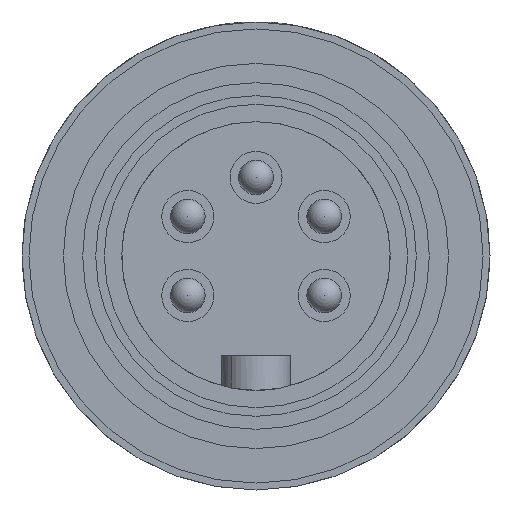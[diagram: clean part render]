
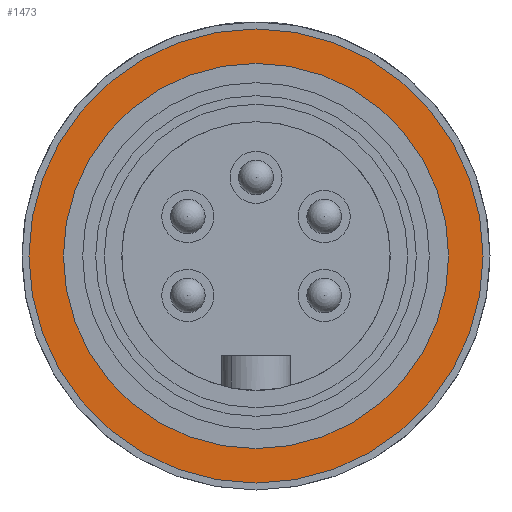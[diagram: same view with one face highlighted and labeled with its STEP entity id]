
A CAD part, front view. The second image highlights one B-rep face of the part: STEP entity #1473.
In plain terms, the highlighted planar face has unit normal (0, -1, 0).
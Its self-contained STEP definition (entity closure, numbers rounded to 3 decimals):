
#73 = CARTESIAN_POINT ( 'NONE',  ( 0., -2., 13.1 ) ) ;
#104 = CIRCLE ( 'NONE', #1965, 10. ) ;
#190 = CARTESIAN_POINT ( 'NONE',  ( 0., -2., 0. ) ) ;
#226 = ORIENTED_EDGE ( 'NONE', *, *, #2469, .F. ) ;
#260 = VERTEX_POINT ( 'NONE', #2545 ) ;
#302 = CIRCLE ( 'NONE', #453, 13.1 ) ;
#441 = DIRECTION ( 'NONE',  ( 0., 1., 0. ) ) ;
#453 = AXIS2_PLACEMENT_3D ( 'NONE', #2561, #441, #2082 ) ;
#692 = DIRECTION ( 'NONE',  ( 0., 0., -1. ) ) ;
#720 = AXIS2_PLACEMENT_3D ( 'NONE', #2792, #2279, #692 ) ;
#741 = ORIENTED_EDGE ( 'NONE', *, *, #1509, .F. ) ;
#765 = AXIS2_PLACEMENT_3D ( 'NONE', #1131, #3007, #918 ) ;
#819 = DIRECTION ( 'NONE',  ( 0., 1., 0. ) ) ;
#869 = CIRCLE ( 'NONE', #2435, 10. ) ;
#918 = DIRECTION ( 'NONE',  ( 0., 0., 1. ) ) ;
#920 = VERTEX_POINT ( 'NONE', #2720 ) ;
#1032 = CARTESIAN_POINT ( 'NONE',  ( 0., -2., -10. ) ) ;
#1131 = CARTESIAN_POINT ( 'NONE',  ( 0., -2., 0. ) ) ;
#1345 = FACE_OUTER_BOUND ( 'NONE', #1842, .T. ) ;
#1379 = VERTEX_POINT ( 'NONE', #1032 ) ;
#1382 = EDGE_CURVE ( 'NONE', #920, #1379, #869, .T. ) ;
#1473 = ADVANCED_FACE ( 'NONE', ( #2296, #1345 ), #1867, .T. ) ;
#1509 = EDGE_CURVE ( 'NONE', #260, #3013, #1853, .T. ) ;
#1760 = DIRECTION ( 'NONE',  ( 0., 0., 1. ) ) ;
#1804 = ORIENTED_EDGE ( 'NONE', *, *, #2071, .T. ) ;
#1842 = EDGE_LOOP ( 'NONE', ( #226, #741 ) ) ;
#1853 = CIRCLE ( 'NONE', #765, 13.1 ) ;
#1867 = PLANE ( 'NONE',  #720 ) ;
#1965 = AXIS2_PLACEMENT_3D ( 'NONE', #190, #2789, #2969 ) ;
#2065 = EDGE_LOOP ( 'NONE', ( #2315, #1804 ) ) ;
#2071 = EDGE_CURVE ( 'NONE', #1379, #920, #104, .T. ) ;
#2082 = DIRECTION ( 'NONE',  ( 0., 0., 1. ) ) ;
#2279 = DIRECTION ( 'NONE',  ( 0., -1., 0. ) ) ;
#2296 = FACE_BOUND ( 'NONE', #2065, .T. ) ;
#2315 = ORIENTED_EDGE ( 'NONE', *, *, #1382, .T. ) ;
#2435 = AXIS2_PLACEMENT_3D ( 'NONE', #2912, #819, #1760 ) ;
#2469 = EDGE_CURVE ( 'NONE', #3013, #260, #302, .T. ) ;
#2545 = CARTESIAN_POINT ( 'NONE',  ( 0., -2., -13.1 ) ) ;
#2561 = CARTESIAN_POINT ( 'NONE',  ( 0., -2., 0. ) ) ;
#2720 = CARTESIAN_POINT ( 'NONE',  ( 0., -2., 10. ) ) ;
#2789 = DIRECTION ( 'NONE',  ( 0., 1., 0. ) ) ;
#2792 = CARTESIAN_POINT ( 'NONE',  ( 0., -2., 11.55 ) ) ;
#2912 = CARTESIAN_POINT ( 'NONE',  ( 0., -2., 0. ) ) ;
#2969 = DIRECTION ( 'NONE',  ( 0., 0., 1. ) ) ;
#3007 = DIRECTION ( 'NONE',  ( 0., 1., 0. ) ) ;
#3013 = VERTEX_POINT ( 'NONE', #73 ) ;
